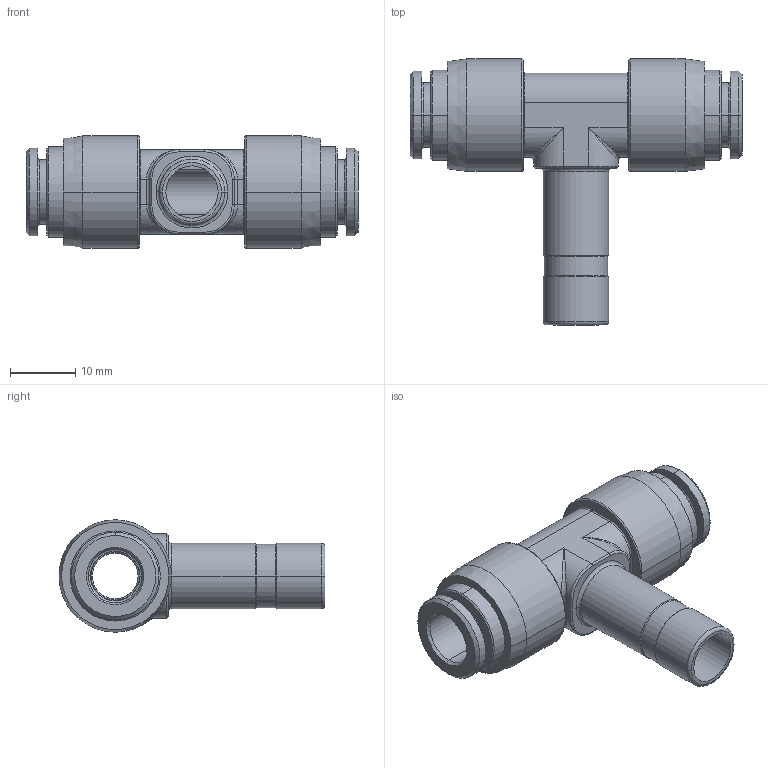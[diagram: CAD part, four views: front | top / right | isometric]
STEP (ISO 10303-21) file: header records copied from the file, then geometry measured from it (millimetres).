
FILE_DESCRIPTION(( 'MXP.44.08.10.stp' ), '1');
FILE_NAME( 'MXP.44.08.10.stp', '2021-02-22T15:46:36',( 'Sopra'),('sopra-pneumatic.com'), 'SwSTEP 2.0','SolidWorks 2009','' );
FILE_SCHEMA(('CONFIG_CONTROL_DESIGN'));
Length unit declared in the file: millimetre
Products named in the file (1): 367042B_912V-8FF-D10
Bounding box: 50.8 x 40.7 x 17.2 mm (x, y, z)
Volume: 7453.9 mm3; surface area: 5850.6 mm2
Topology: 1 solids, 1 shells, 134 faces, 292 edges, 170 vertices
Faces by surface type: cylinder 55, torus 32, plane 23, cone 20, bspline 4
Entity records: 4040 total; most frequent: CARTESIAN_POINT 976, DIRECTION 711, ORIENTED_EDGE 584, AXIS2_PLACEMENT_3D 302, EDGE_CURVE 292, CIRCLE 172, VERTEX_POINT 170, EDGE_LOOP 148
